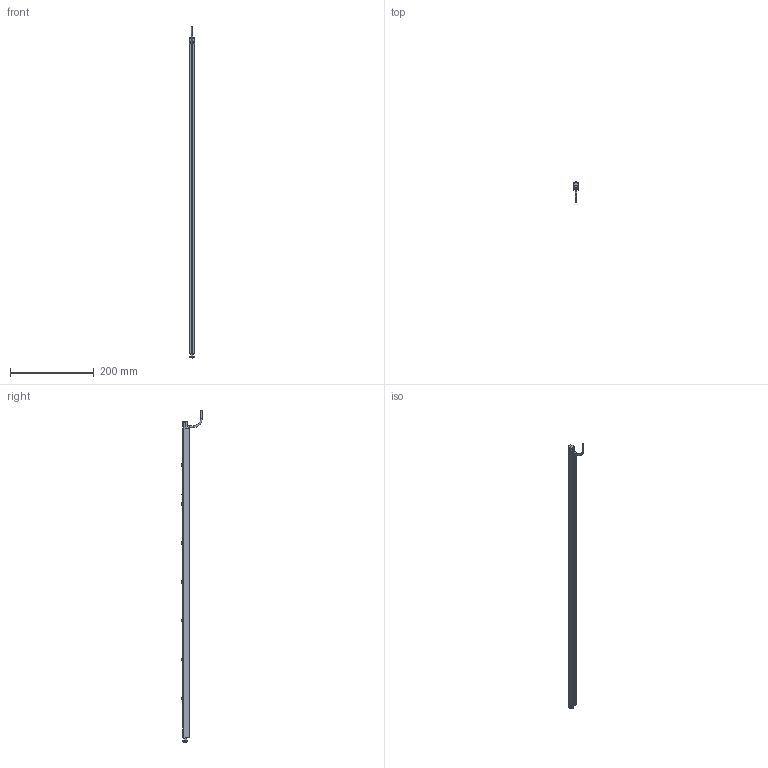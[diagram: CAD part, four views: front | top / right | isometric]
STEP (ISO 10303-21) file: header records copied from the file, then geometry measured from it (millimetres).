
FILE_DESCRIPTION((''),'2;1');
FILE_NAME('225560_ASM','2021-10-18T14:20:31',('PDMAdmin'),('BANNER ENGINEERING'),'CREO PARAMETRIC BY PTC INC, 2019292','CREO PARAMETRIC BY PTC INC, 2019292','');
FILE_SCHEMA(('CONFIG_CONTROL_DESIGN'));
Products named in the file (3): 225560_SM01; TTR_WEB_CABLE_SNUB; 225560_ASM
Assembly tree (2 placements, depth 2):
  225560_ASM
    225560_SM01
    TTR_WEB_CABLE_SNUB
Bounding box: 12 x 49.1 x 793.2 mm (x, y, z)
Volume: 122717.4 mm3; surface area: 56038.9 mm2
Topology: 2 solids, 2 shells, 1460 faces, 3922 edges, 2400 vertices
Faces by surface type: bspline 560, plane 445, cylinder 268, cone 85, sphere 34, revolution 28, torus 24, extrusion 16
Entity records: 99866 total; most frequent: CARTESIAN_POINT 68865, ORIENTED_EDGE 7784, DIRECTION 4567, EDGE_CURVE 3892, VERTEX_POINT 2400, B_SPLINE_CURVE_WITH_KNOTS 1893, AXIS2_PLACEMENT_3D 1619, EDGE_LOOP 1500
